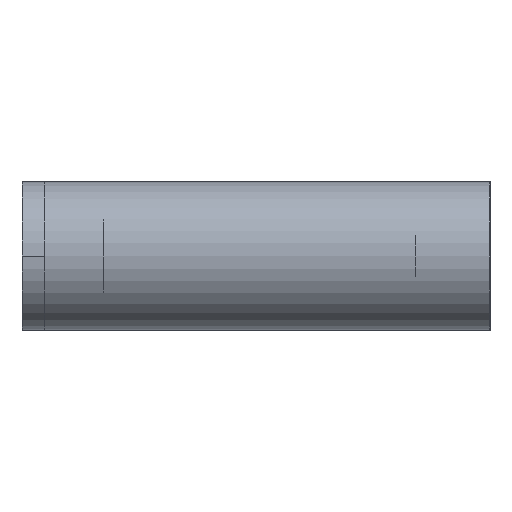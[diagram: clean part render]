
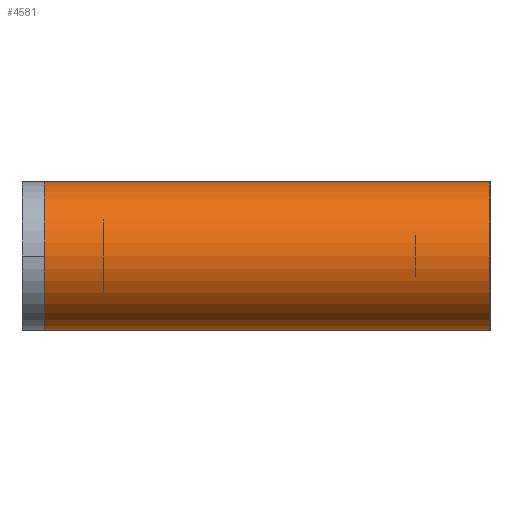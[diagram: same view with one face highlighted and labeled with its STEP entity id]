
A CAD part, left-side view. The second image highlights one B-rep face of the part: STEP entity #4581.
In plain terms, the highlighted cylindrical face has radius 10 mm (diameter 20 mm), a partial arc.
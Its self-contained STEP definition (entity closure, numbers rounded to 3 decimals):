
#25 = VERTEX_POINT ( 'NONE', #5480 ) ;
#894 = CIRCLE ( 'NONE', #8220, 10. ) ;
#1189 = ORIENTED_EDGE ( 'NONE', *, *, #9549, .T. ) ;
#1373 = EDGE_CURVE ( 'NONE', #25, #4339, #5689, .T. ) ;
#1589 = CARTESIAN_POINT ( 'NONE',  ( 9., 60., 0. ) ) ;
#2438 = CARTESIAN_POINT ( 'NONE',  ( 9., 60., -10. ) ) ;
#2705 = ORIENTED_EDGE ( 'NONE', *, *, #4761, .T. ) ;
#2760 = ORIENTED_EDGE ( 'NONE', *, *, #7270, .T. ) ;
#2984 = CARTESIAN_POINT ( 'NONE',  ( 9., 60., 0. ) ) ;
#3014 = CARTESIAN_POINT ( 'NONE',  ( 9., 60., 10. ) ) ;
#3302 = CARTESIAN_POINT ( 'NONE',  ( 9., 0., 10. ) ) ;
#3616 = CARTESIAN_POINT ( 'NONE',  ( 9., 60., 10. ) ) ;
#4145 = AXIS2_PLACEMENT_3D ( 'NONE', #2984, #8077, #8678 ) ;
#4339 = VERTEX_POINT ( 'NONE', #2438 ) ;
#4565 = LINE ( 'NONE', #3616, #5964 ) ;
#4581 = ADVANCED_FACE ( 'Plocha1', ( #7828 ), #5493, .T. ) ;
#4596 = CIRCLE ( 'NONE', #5942, 10. ) ;
#4761 = EDGE_CURVE ( 'NONE', #6647, #25, #894, .T. ) ;
#4955 = DIRECTION ( 'NONE',  ( 0., 1., 0. ) ) ;
#5320 = ORIENTED_EDGE ( 'NONE', *, *, #1373, .T. ) ;
#5331 = DIRECTION ( 'NONE',  ( 0., -1., 0. ) ) ;
#5480 = CARTESIAN_POINT ( 'NONE',  ( 9., 0., -10. ) ) ;
#5493 = CYLINDRICAL_SURFACE ( 'NONE', #4145, 10. ) ;
#5539 = VERTEX_POINT ( 'NONE', #3014 ) ;
#5689 = LINE ( 'NONE', #7393, #7764 ) ;
#5942 = AXIS2_PLACEMENT_3D ( 'NONE', #1589, #7279, #8811 ) ;
#5964 = VECTOR ( 'NONE', #5331, 1000. ) ;
#6647 = VERTEX_POINT ( 'NONE', #3302 ) ;
#7270 = EDGE_CURVE ( 'NONE', #4339, #5539, #4596, .T. ) ;
#7279 = DIRECTION ( 'NONE',  ( 0., -1., 0. ) ) ;
#7393 = CARTESIAN_POINT ( 'NONE',  ( 9., 60., -10. ) ) ;
#7764 = VECTOR ( 'NONE', #4955, 1000. ) ;
#7828 = FACE_OUTER_BOUND ( 'NONE', #8244, .T. ) ;
#8077 = DIRECTION ( 'NONE',  ( 0., -1., 0. ) ) ;
#8220 = AXIS2_PLACEMENT_3D ( 'NONE', #8426, #9324, #9985 ) ;
#8244 = EDGE_LOOP ( 'NONE', ( #2760, #1189, #2705, #5320 ) ) ;
#8426 = CARTESIAN_POINT ( 'NONE',  ( 9., 0., 0. ) ) ;
#8678 = DIRECTION ( 'NONE',  ( 0., 0., -1. ) ) ;
#8811 = DIRECTION ( 'NONE',  ( 0., 0., -1. ) ) ;
#9324 = DIRECTION ( 'NONE',  ( 0., 1., 0. ) ) ;
#9549 = EDGE_CURVE ( 'NONE', #5539, #6647, #4565, .T. ) ;
#9985 = DIRECTION ( 'NONE',  ( 0., 0., -1. ) ) ;
